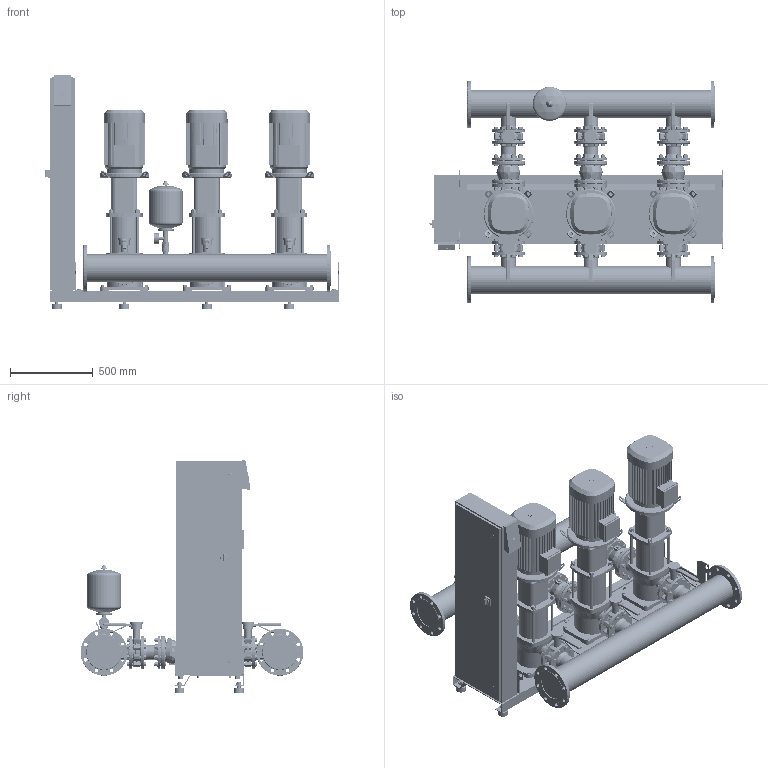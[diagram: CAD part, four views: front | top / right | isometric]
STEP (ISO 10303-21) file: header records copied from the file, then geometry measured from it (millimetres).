
FILE_DESCRIPTION((''),'2;1');
FILE_NAME('3d_SiBoostSmart3HELIXV5203_2-2540830.stp','2016-01-25T10:39:32',(''),(''),'Mechanical Desktop 2009','Mechanical Desktop 2009',', , ');
FILE_SCHEMA(('CONFIG_CONTROL_DESIGN'));
Length unit declared in the file: millimetre
Products named in the file (1): Product
Bounding box: 1780 x 1351 x 1413.4 mm (x, y, z)
Volume: 322179001.1 mm3; surface area: 19259715.8 mm2
Topology: 298 solids, 298 shells, 7966 faces, 19533 edges, 12602 vertices
Faces by surface type: bspline 3172, plane 2183, cylinder 1907, torus 382, cone 268, sphere 54
Entity records: 265636 total; most frequent: CARTESIAN_POINT 82366, ORIENTED_EDGE 38962, DIRECTION 35792, EDGE_CURVE 19481, VERTEX_POINT 12600, AXIS2_PLACEMENT_3D 12416, VECTOR 10960, LINE 10960
